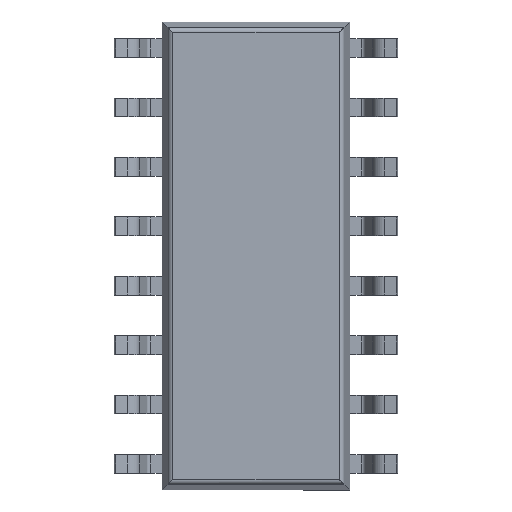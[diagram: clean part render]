
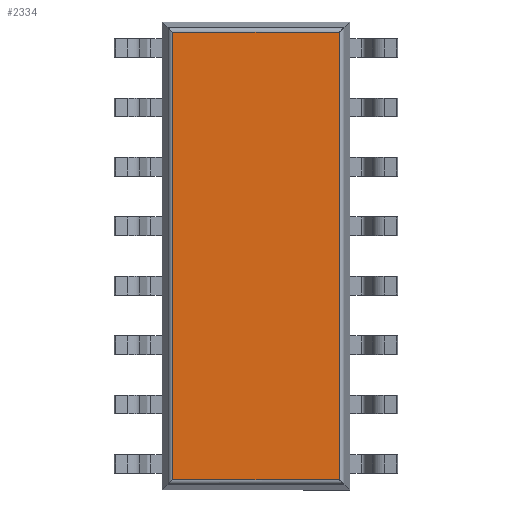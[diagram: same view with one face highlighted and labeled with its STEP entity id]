
A CAD part, front view. The second image highlights one B-rep face of the part: STEP entity #2334.
In plain terms, the highlighted planar face has unit normal (0, -1, 0).
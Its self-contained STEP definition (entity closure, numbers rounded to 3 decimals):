
#2080 = EDGE_CURVE ( 'NONE', #2092, #2342, #8566, .T. ) ;
#2089 = EDGE_CURVE ( 'NONE', #2093, #2092, #8550, .T. ) ;
#2090 = EDGE_CURVE ( 'NONE', #2101, #2093, #8546, .T. ) ;
#2091 = ORIENTED_EDGE ( 'NONE', *, *, #2089, .T. ) ;
#2092 = VERTEX_POINT ( 'NONE', #8542 ) ;
#2093 = VERTEX_POINT ( 'NONE', #8541 ) ;
#2097 = ORIENTED_EDGE ( 'NONE', *, *, #2080, .T. ) ;
#2100 = ORIENTED_EDGE ( 'NONE', *, *, #2090, .T. ) ;
#2101 = VERTEX_POINT ( 'NONE', #8591 ) ;
#2329 = ORIENTED_EDGE ( 'NONE', *, *, #2330, .T. ) ;
#2330 = EDGE_CURVE ( 'NONE', #2342, #2101, #9204, .T. ) ;
#2334 = ADVANCED_FACE ( 'NONE', ( #9198 ), #9241, .T. ) ;
#2335 = EDGE_LOOP ( 'NONE', ( #2329, #2100, #2091, #2097 ) ) ;
#2342 = VERTEX_POINT ( 'NONE', #9265 ) ;
#8541 = CARTESIAN_POINT ( 'NONE',  ( 1.781, 0.15, -4.781 ) ) ;
#8542 = CARTESIAN_POINT ( 'NONE',  ( 1.781, 0.15, 4.781 ) ) ;
#8543 = DIRECTION ( 'NONE',  ( 1., 0., 0. ) ) ;
#8544 = VECTOR ( 'NONE', #8543, 1000. ) ;
#8545 = CARTESIAN_POINT ( 'NONE',  ( -2., 0.15, -4.781 ) ) ;
#8546 = LINE ( 'NONE', #8545, #8544 ) ;
#8547 = DIRECTION ( 'NONE',  ( 0., 0., 1. ) ) ;
#8548 = VECTOR ( 'NONE', #8547, 1000. ) ;
#8549 = CARTESIAN_POINT ( 'NONE',  ( 1.781, 0.15, -5. ) ) ;
#8550 = LINE ( 'NONE', #8549, #8548 ) ;
#8563 = DIRECTION ( 'NONE',  ( -1., 0., 0. ) ) ;
#8564 = VECTOR ( 'NONE', #8563, 1000. ) ;
#8565 = CARTESIAN_POINT ( 'NONE',  ( -2., 0.15, 4.781 ) ) ;
#8566 = LINE ( 'NONE', #8565, #8564 ) ;
#8591 = CARTESIAN_POINT ( 'NONE',  ( -1.781, 0.15, -4.781 ) ) ;
#9198 = FACE_OUTER_BOUND ( 'NONE', #2335, .T. ) ;
#9200 = DIRECTION ( 'NONE',  ( 0., 0., -1. ) ) ;
#9201 = VECTOR ( 'NONE', #9200, 1000. ) ;
#9202 = CARTESIAN_POINT ( 'NONE',  ( -1.781, 0.15, -5. ) ) ;
#9204 = LINE ( 'NONE', #9202, #9201 ) ;
#9237 = DIRECTION ( 'NONE',  ( 0., 0., -1. ) ) ;
#9238 = DIRECTION ( 'NONE',  ( 0., -1., 0. ) ) ;
#9239 = CARTESIAN_POINT ( 'NONE',  ( -2., 0.15, -5. ) ) ;
#9240 = AXIS2_PLACEMENT_3D ( 'NONE', #9239, #9238, #9237 ) ;
#9241 = PLANE ( 'NONE',  #9240 ) ;
#9265 = CARTESIAN_POINT ( 'NONE',  ( -1.781, 0.15, 4.781 ) ) ;
